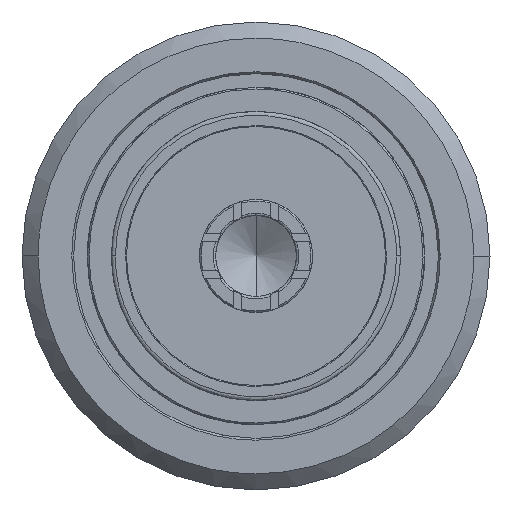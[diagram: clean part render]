
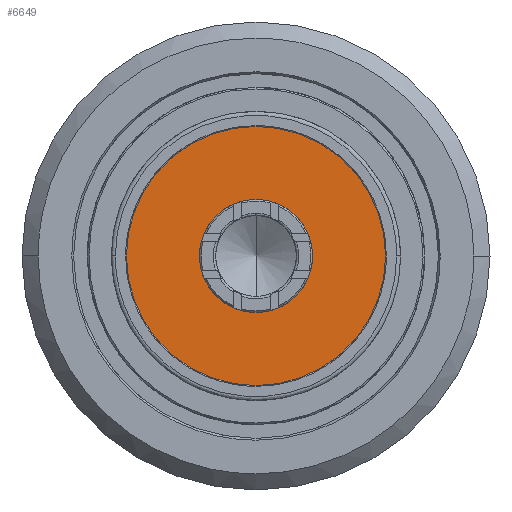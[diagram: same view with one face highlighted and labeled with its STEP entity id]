
A CAD part, left-side view. The second image highlights one B-rep face of the part: STEP entity #6649.
In plain terms, the highlighted planar face has unit normal (-1, 0, 0).
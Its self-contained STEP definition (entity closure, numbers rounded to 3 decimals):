
#115 = CARTESIAN_POINT ( 'NONE',  ( -13.656, -8.126, 11.064 ) ) ;
#120 = PLANE ( 'NONE',  #7449 ) ;
#130 = DIRECTION ( 'NONE',  ( 1., 0., 0. ) ) ;
#208 = DIRECTION ( 'NONE',  ( 0., 0., -1. ) ) ;
#2101 = CARTESIAN_POINT ( 'NONE',  ( -13.656, 0., -5.093 ) ) ;
#2118 = CARTESIAN_POINT ( 'NONE',  ( -13.656, 0., -0.563 ) ) ;
#2122 = CARTESIAN_POINT ( 'NONE',  ( -13.656, 0., 6.437 ) ) ;
#2152 = CARTESIAN_POINT ( 'NONE',  ( -13.656, 0., 10.967 ) ) ;
#2726 = CARTESIAN_POINT ( 'NONE',  ( -13.656, 0., -5.093 ) ) ;
#2727 = CARTESIAN_POINT ( 'NONE',  ( -13.656, 1.051, -5.093 ) ) ;
#2728 = CARTESIAN_POINT ( 'NONE',  ( -13.656, 2.102, -4.884 ) ) ;
#2729 = CARTESIAN_POINT ( 'NONE',  ( -13.656, 4.044, -4.079 ) ) ;
#2730 = CARTESIAN_POINT ( 'NONE',  ( -13.656, 4.935, -3.484 ) ) ;
#2731 = CARTESIAN_POINT ( 'NONE',  ( -13.656, 6.421, -1.997 ) ) ;
#2732 = CARTESIAN_POINT ( 'NONE',  ( -13.656, 7.017, -1.107 ) ) ;
#2733 = CARTESIAN_POINT ( 'NONE',  ( -13.656, 7.821, 0.836 ) ) ;
#2734 = CARTESIAN_POINT ( 'NONE',  ( -13.656, 8.03, 1.886 ) ) ;
#2735 = CARTESIAN_POINT ( 'NONE',  ( -13.656, 8.03, 3.988 ) ) ;
#2736 = CARTESIAN_POINT ( 'NONE',  ( -13.656, 7.821, 5.039 ) ) ;
#2737 = CARTESIAN_POINT ( 'NONE',  ( -13.656, 7.017, 6.981 ) ) ;
#2738 = CARTESIAN_POINT ( 'NONE',  ( -13.656, 6.421, 7.872 ) ) ;
#2739 = CARTESIAN_POINT ( 'NONE',  ( -13.656, 4.935, 9.359 ) ) ;
#2740 = CARTESIAN_POINT ( 'NONE',  ( -13.656, 4.044, 9.954 ) ) ;
#2741 = CARTESIAN_POINT ( 'NONE',  ( -13.656, 2.102, 10.758 ) ) ;
#2742 = CARTESIAN_POINT ( 'NONE',  ( -13.656, 1.051, 10.967 ) ) ;
#2743 = CARTESIAN_POINT ( 'NONE',  ( -13.656, 0., 10.967 ) ) ;
#2944 = CARTESIAN_POINT ( 'NONE',  ( -13.656, 0., 10.967 ) ) ;
#2945 = CARTESIAN_POINT ( 'NONE',  ( -13.656, -1.051, 10.967 ) ) ;
#2946 = CARTESIAN_POINT ( 'NONE',  ( -13.656, -2.102, 10.758 ) ) ;
#2947 = CARTESIAN_POINT ( 'NONE',  ( -13.656, -4.044, 9.954 ) ) ;
#2948 = CARTESIAN_POINT ( 'NONE',  ( -13.656, -4.935, 9.359 ) ) ;
#2949 = CARTESIAN_POINT ( 'NONE',  ( -13.656, -6.421, 7.872 ) ) ;
#2950 = CARTESIAN_POINT ( 'NONE',  ( -13.656, -7.017, 6.981 ) ) ;
#2951 = CARTESIAN_POINT ( 'NONE',  ( -13.656, -7.821, 5.039 ) ) ;
#2952 = CARTESIAN_POINT ( 'NONE',  ( -13.656, -8.03, 3.988 ) ) ;
#2953 = CARTESIAN_POINT ( 'NONE',  ( -13.656, -8.03, 1.886 ) ) ;
#2954 = CARTESIAN_POINT ( 'NONE',  ( -13.656, -7.821, 0.836 ) ) ;
#2955 = CARTESIAN_POINT ( 'NONE',  ( -13.656, -7.017, -1.107 ) ) ;
#2956 = CARTESIAN_POINT ( 'NONE',  ( -13.656, -6.421, -1.997 ) ) ;
#2957 = CARTESIAN_POINT ( 'NONE',  ( -13.656, -4.935, -3.484 ) ) ;
#2958 = CARTESIAN_POINT ( 'NONE',  ( -13.656, -4.044, -4.079 ) ) ;
#2959 = CARTESIAN_POINT ( 'NONE',  ( -13.656, -2.102, -4.884 ) ) ;
#2960 = CARTESIAN_POINT ( 'NONE',  ( -13.656, -1.051, -5.093 ) ) ;
#2961 = CARTESIAN_POINT ( 'NONE',  ( -13.656, 0., -5.093 ) ) ;
#3095 = CARTESIAN_POINT ( 'NONE',  ( -13.656, 0., -0.563 ) ) ;
#3096 = CARTESIAN_POINT ( 'NONE',  ( -13.656, -0.458, -0.563 ) ) ;
#3097 = CARTESIAN_POINT ( 'NONE',  ( -13.656, -0.916, -0.472 ) ) ;
#3098 = CARTESIAN_POINT ( 'NONE',  ( -13.656, -1.763, -0.121 ) ) ;
#3099 = CARTESIAN_POINT ( 'NONE',  ( -13.656, -2.151, 0.139 ) ) ;
#3100 = CARTESIAN_POINT ( 'NONE',  ( -13.656, -2.799, 0.786 ) ) ;
#3101 = CARTESIAN_POINT ( 'NONE',  ( -13.656, -3.058, 1.175 ) ) ;
#3102 = CARTESIAN_POINT ( 'NONE',  ( -13.656, -3.409, 2.021 ) ) ;
#3103 = CARTESIAN_POINT ( 'NONE',  ( -13.656, -3.5, 2.479 ) ) ;
#3104 = CARTESIAN_POINT ( 'NONE',  ( -13.656, -3.5, 3.396 ) ) ;
#3105 = CARTESIAN_POINT ( 'NONE',  ( -13.656, -3.409, 3.853 ) ) ;
#3106 = CARTESIAN_POINT ( 'NONE',  ( -13.656, -3.058, 4.7 ) ) ;
#3107 = CARTESIAN_POINT ( 'NONE',  ( -13.656, -2.799, 5.088 ) ) ;
#3108 = CARTESIAN_POINT ( 'NONE',  ( -13.656, -2.151, 5.736 ) ) ;
#3109 = CARTESIAN_POINT ( 'NONE',  ( -13.656, -1.763, 5.996 ) ) ;
#3110 = CARTESIAN_POINT ( 'NONE',  ( -13.656, -0.916, 6.346 ) ) ;
#3111 = CARTESIAN_POINT ( 'NONE',  ( -13.656, -0.458, 6.437 ) ) ;
#3112 = CARTESIAN_POINT ( 'NONE',  ( -13.656, 0., 6.437 ) ) ;
#3915 = FACE_BOUND ( 'NONE', #8783, .T. ) ;
#3916 = FACE_OUTER_BOUND ( 'NONE', #8784, .T. ) ;
#5606 = B_SPLINE_CURVE_WITH_KNOTS ( 'NONE', 3,
 ( #3095, #3096, #3097, #3098, #3099, #3100, #3101, #3102, #3103, #3104, #3105, #3106, #3107, #3108, #3109, #3110, #3111, #3112 ),
 .UNSPECIFIED., .F., .F.,
 ( 4, 2, 2, 2, 2, 2, 2, 2, 4 ),
 ( 0., 0.125, 0.25, 0.375, 0.5, 0.625, 0.75, 0.875, 1. ),
 .UNSPECIFIED. ) ;
#5620 = B_SPLINE_CURVE_WITH_KNOTS ( 'NONE', 3,
 ( #2944, #2945, #2946, #2947, #2948, #2949, #2950, #2951, #2952, #2953, #2954, #2955, #2956, #2957, #2958, #2959, #2960, #2961 ),
 .UNSPECIFIED., .F., .F.,
 ( 4, 2, 2, 2, 2, 2, 2, 2, 4 ),
 ( 0., 0.125, 0.25, 0.375, 0.5, 0.625, 0.75, 0.875, 1. ),
 .UNSPECIFIED. ) ;
#5633 = B_SPLINE_CURVE_WITH_KNOTS ( 'NONE', 3,
 ( #2726, #2727, #2728, #2729, #2730, #2731, #2732, #2733, #2734, #2735, #2736, #2737, #2738, #2739, #2740, #2741, #2742, #2743 ),
 .UNSPECIFIED., .F., .F.,
 ( 4, 2, 2, 2, 2, 2, 2, 2, 4 ),
 ( 0., 0.125, 0.25, 0.375, 0.5, 0.625, 0.75, 0.875, 1. ),
 .UNSPECIFIED. ) ;
#6649 = ADVANCED_FACE ( 'NONE', ( #3915, #3916 ), #120, .F. ) ;
#7127 = B_SPLINE_CURVE_WITH_KNOTS ( 'NONE', 3,
 ( #9210, #9211, #9212, #9213, #9214, #9215, #9216, #9217, #9218, #9219, #9220, #9221, #9222, #9223, #9224, #9225, #9226, #9227 ),
 .UNSPECIFIED., .F., .F.,
 ( 4, 2, 2, 2, 2, 2, 2, 2, 4 ),
 ( 0., 0.125, 0.25, 0.375, 0.5, 0.625, 0.75, 0.875, 1. ),
 .UNSPECIFIED. ) ;
#7449 = AXIS2_PLACEMENT_3D ( 'NONE', #115, #130, #208 ) ;
#7793 = EDGE_CURVE ( 'NONE', #13022, #13018, #7127, .T. ) ;
#8387 = ORIENTED_EDGE ( 'NONE', *, *, #13965, .F. ) ;
#8407 = ORIENTED_EDGE ( 'NONE', *, *, #13983, .F. ) ;
#8416 = ORIENTED_EDGE ( 'NONE', *, *, #7793, .F. ) ;
#8437 = ORIENTED_EDGE ( 'NONE', *, *, #14014, .F. ) ;
#8783 = EDGE_LOOP ( 'NONE', ( #8437, #8416 ) ) ;
#8784 = EDGE_LOOP ( 'NONE', ( #8387, #8407 ) ) ;
#9210 = CARTESIAN_POINT ( 'NONE',  ( -13.656, 0., 6.437 ) ) ;
#9211 = CARTESIAN_POINT ( 'NONE',  ( -13.656, 0.458, 6.437 ) ) ;
#9212 = CARTESIAN_POINT ( 'NONE',  ( -13.656, 0.916, 6.346 ) ) ;
#9213 = CARTESIAN_POINT ( 'NONE',  ( -13.656, 1.763, 5.996 ) ) ;
#9214 = CARTESIAN_POINT ( 'NONE',  ( -13.656, 2.151, 5.736 ) ) ;
#9215 = CARTESIAN_POINT ( 'NONE',  ( -13.656, 2.799, 5.088 ) ) ;
#9216 = CARTESIAN_POINT ( 'NONE',  ( -13.656, 3.058, 4.7 ) ) ;
#9217 = CARTESIAN_POINT ( 'NONE',  ( -13.656, 3.409, 3.853 ) ) ;
#9218 = CARTESIAN_POINT ( 'NONE',  ( -13.656, 3.5, 3.396 ) ) ;
#9219 = CARTESIAN_POINT ( 'NONE',  ( -13.656, 3.5, 2.479 ) ) ;
#9220 = CARTESIAN_POINT ( 'NONE',  ( -13.656, 3.409, 2.021 ) ) ;
#9221 = CARTESIAN_POINT ( 'NONE',  ( -13.656, 3.058, 1.175 ) ) ;
#9222 = CARTESIAN_POINT ( 'NONE',  ( -13.656, 2.799, 0.786 ) ) ;
#9223 = CARTESIAN_POINT ( 'NONE',  ( -13.656, 2.151, 0.139 ) ) ;
#9224 = CARTESIAN_POINT ( 'NONE',  ( -13.656, 1.763, -0.121 ) ) ;
#9225 = CARTESIAN_POINT ( 'NONE',  ( -13.656, 0.916, -0.472 ) ) ;
#9226 = CARTESIAN_POINT ( 'NONE',  ( -13.656, 0.458, -0.563 ) ) ;
#9227 = CARTESIAN_POINT ( 'NONE',  ( -13.656, 0., -0.563 ) ) ;
#13000 = VERTEX_POINT ( 'NONE', #2101 ) ;
#13018 = VERTEX_POINT ( 'NONE', #2118 ) ;
#13022 = VERTEX_POINT ( 'NONE', #2122 ) ;
#13054 = VERTEX_POINT ( 'NONE', #2152 ) ;
#13965 = EDGE_CURVE ( 'NONE', #13000, #13054, #5633, .T. ) ;
#13983 = EDGE_CURVE ( 'NONE', #13054, #13000, #5620, .T. ) ;
#14014 = EDGE_CURVE ( 'NONE', #13018, #13022, #5606, .T. ) ;
